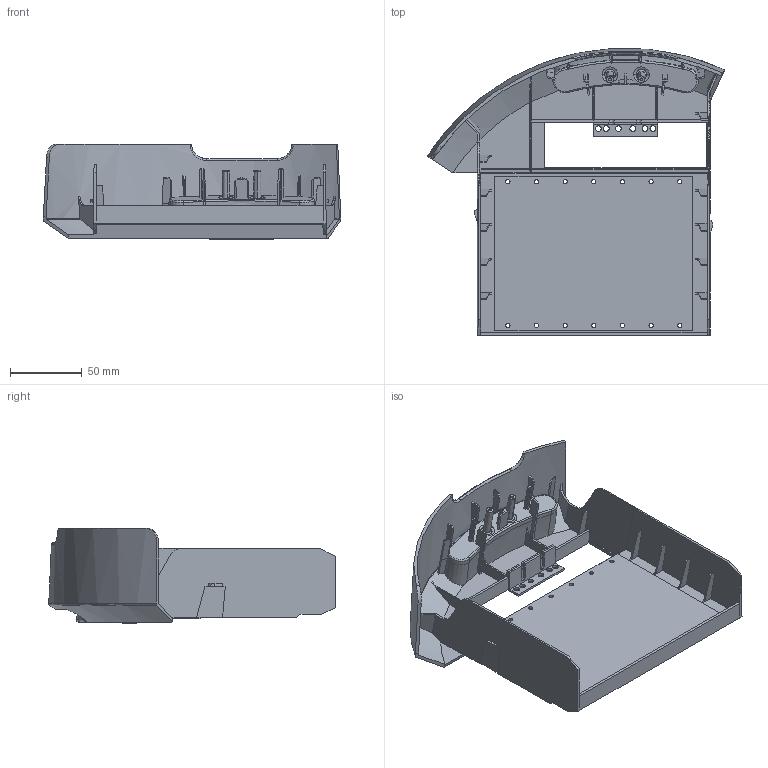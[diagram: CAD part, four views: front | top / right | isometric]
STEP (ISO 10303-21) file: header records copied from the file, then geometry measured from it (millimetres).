
FILE_DESCRIPTION(/* description */ (''),/* implementation_level */ '2;1');
FILE_NAME(/* name */ 'Tray',/* time_stamp */ '2023-10-26T15:06:31-04:00',/* author */ (''),/* organization */ (''),/* preprocessor_version */ 'ST-DEVELOPER v16.5',/* originating_system */ 'Rhino 7.32',/* authorisation */ '');
FILE_SCHEMA (('CONFIG_CONTROL_DESIGN'));
Length unit declared in the file: millimetre
Products named in the file (1): Document
Bounding box: 207.69 x 200.23 x 66.41 mm (x, y, z)
Volume: 143447 mm3; surface area: 146249.9 mm2
Topology: 4 solids, 4 shells, 498 faces, 1422 edges, 936 vertices
Faces by surface type: plane 295, bspline 105, cylinder 98
Entity records: 20723 total; most frequent: CARTESIAN_POINT 11521, ORIENTED_EDGE 2844, EDGE_CURVE 1422, B_SPLINE_CURVE_WITH_KNOTS 1061, VERTEX_POINT 936, EDGE_LOOP 576, ADVANCED_FACE 494, FACE_OUTER_BOUND 494
